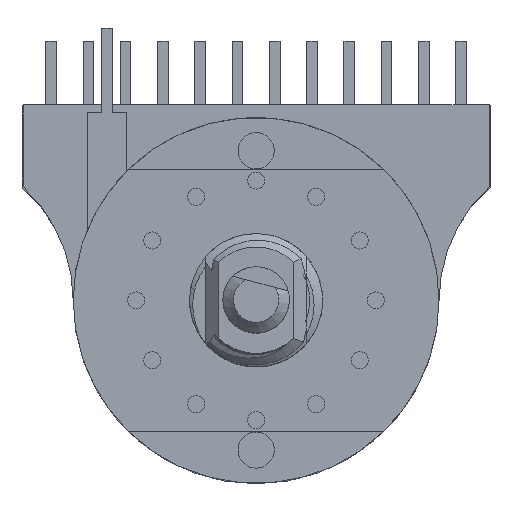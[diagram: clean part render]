
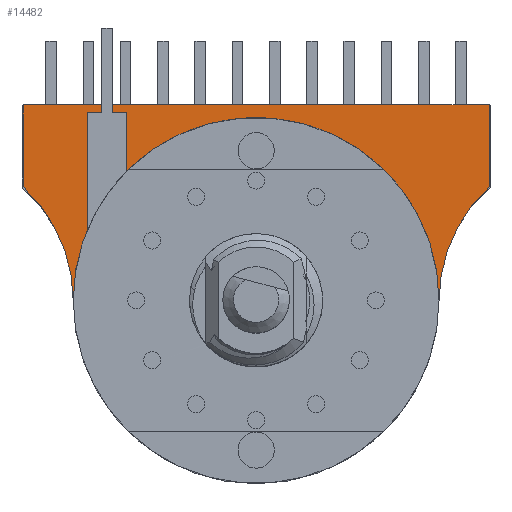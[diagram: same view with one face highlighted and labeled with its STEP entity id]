
A CAD part, top view. The second image highlights one B-rep face of the part: STEP entity #14482.
In plain terms, the highlighted planar face has unit normal (0, 0, 1).
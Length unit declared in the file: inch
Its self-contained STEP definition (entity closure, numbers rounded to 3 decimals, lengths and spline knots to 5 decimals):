
#1911=CARTESIAN_POINT('',(0.,-0.281,-0.2515));
#1912=DIRECTION('',(0.,0.,1.));
#1913=DIRECTION('',(-0.813,0.583,0.));
#1914=AXIS2_PLACEMENT_3D('',#1911,#1912,#1913);
#1976=CARTESIAN_POINT('',(-0.6341,0.,-0.2515));
#1977=DIRECTION('',(0.,0.,-1.));
#1978=DIRECTION('',(0.677,0.736,0.));
#1979=AXIS2_PLACEMENT_3D('',#1976,#1977,#1978);
#1981=DIRECTION('',(0.,-1.,0.));
#1982=VECTOR('',#1981,0.154);
#1983=CARTESIAN_POINT('',(-0.4375,0.368,-0.2515));
#1984=LINE('',#1983,#1982);
#1985=DIRECTION('',(-1.,0.,0.));
#1986=VECTOR('',#1985,0.875);
#1987=CARTESIAN_POINT('',(0.4375,0.368,-0.2515));
#1988=LINE('',#1987,#1986);
#1989=DIRECTION('',(0.,1.,0.));
#1990=VECTOR('',#1989,0.154);
#1991=CARTESIAN_POINT('',(0.4375,0.214,-0.2515));
#1992=LINE('',#1991,#1990);
#1993=CARTESIAN_POINT('',(0.6341,0.,-0.2515));
#1994=DIRECTION('',(0.,0.,-1.));
#1995=DIRECTION('',(-1.,0.,0.));
#1996=AXIS2_PLACEMENT_3D('',#1993,#1994,#1995);
#1998=CARTESIAN_POINT('',(0.,0.,-0.2515));
#1999=DIRECTION('',(0.,0.,1.));
#2000=DIRECTION('',(-1.,0.,0.));
#2001=AXIS2_PLACEMENT_3D('',#1998,#1999,#2000);
#2662=CARTESIAN_POINT('',(0.,0.,-0.2515));
#2663=DIRECTION('',(0.,0.,1.));
#2664=DIRECTION('',(-0.202,0.979,0.));
#2665=AXIS2_PLACEMENT_3D('',#2662,#2663,#2664);
#2725=CARTESIAN_POINT('',(0.,0.281,-0.2515));
#2726=DIRECTION('',(0.,0.,1.));
#2727=DIRECTION('',(0.813,-0.583,0.));
#2728=AXIS2_PLACEMENT_3D('',#2725,#2726,#2727);
#2772=CARTESIAN_POINT('',(0.,0.,-0.2515));
#2773=DIRECTION('',(0.,0.,1.));
#2774=DIRECTION('',(0.202,-0.979,0.));
#2775=AXIS2_PLACEMENT_3D('',#2772,#2773,#2774);
#10667=CARTESIAN_POINT('',(-0.05038,-0.24487,-0.2515));
#10668=CARTESIAN_POINT('',(0.05038,-0.24487,-0.2515));
#10669=VERTEX_POINT('',#10667);
#10670=VERTEX_POINT('',#10668);
#10673=CARTESIAN_POINT('',(0.05038,0.24487,-0.2515));
#10674=VERTEX_POINT('',#10673);
#10677=CARTESIAN_POINT('',(-0.05038,0.24487,-0.2515));
#10678=VERTEX_POINT('',#10677);
#10691=CARTESIAN_POINT('',(-0.4375,0.214,-0.2515));
#10692=CARTESIAN_POINT('',(-0.3435,0.,-0.2515));
#10693=VERTEX_POINT('',#10691);
#10694=VERTEX_POINT('',#10692);
#10695=CARTESIAN_POINT('',(0.3435,0.,-0.2515));
#10696=VERTEX_POINT('',#10695);
#10697=CARTESIAN_POINT('',(0.4375,0.214,-0.2515));
#10698=VERTEX_POINT('',#10697);
#10699=CARTESIAN_POINT('',(0.4375,0.368,-0.2515));
#10700=VERTEX_POINT('',#10699);
#10701=CARTESIAN_POINT('',(-0.4375,0.368,-0.2515));
#10702=VERTEX_POINT('',#10701);
#14454=CARTESIAN_POINT('',(0.,0.,-0.2515));
#14455=DIRECTION('',(0.,0.,1.));
#14456=DIRECTION('',(-1.,0.,0.));
#14457=AXIS2_PLACEMENT_3D('',#14454,#14455,#14456);
#14458=PLANE('',#14457);
#14460=ORIENTED_EDGE('',*,*,#14459,.F.);
#14462=ORIENTED_EDGE('',*,*,#14461,.F.);
#14464=ORIENTED_EDGE('',*,*,#14463,.F.);
#14466=ORIENTED_EDGE('',*,*,#14465,.F.);
#14468=ORIENTED_EDGE('',*,*,#14467,.F.);
#14470=ORIENTED_EDGE('',*,*,#14469,.F.);
#14471=EDGE_LOOP('',(#14460,#14462,#14464,#14466,#14468,#14470));
#14472=FACE_OUTER_BOUND('',#14471,.F.);
#14473=ORIENTED_EDGE('',*,*,#14406,.T.);
#14475=ORIENTED_EDGE('',*,*,#14474,.T.);
#14477=ORIENTED_EDGE('',*,*,#14476,.T.);
#14479=ORIENTED_EDGE('',*,*,#14478,.T.);
#14480=EDGE_LOOP('',(#14473,#14475,#14477,#14479));
#14481=FACE_BOUND('',#14480,.F.);
#14482=ADVANCED_FACE('',(#14472,#14481),#14458,.T.);
#1915=CIRCLE('',#1914,0.062);
#1980=CIRCLE('',#1979,0.2906);
#1997=CIRCLE('',#1996,0.2906);
#2002=CIRCLE('',#2001,0.3435);
#2666=CIRCLE('',#2665,0.25);
#2729=CIRCLE('',#2728,0.062);
#2776=CIRCLE('',#2775,0.25);
#14406=EDGE_CURVE('',#10669,#10670,#1915,.T.);
#14459=EDGE_CURVE('',#10693,#10694,#1980,.T.);
#14461=EDGE_CURVE('',#10702,#10693,#1984,.T.);
#14463=EDGE_CURVE('',#10700,#10702,#1988,.T.);
#14465=EDGE_CURVE('',#10698,#10700,#1992,.T.);
#14467=EDGE_CURVE('',#10696,#10698,#1997,.T.);
#14469=EDGE_CURVE('',#10694,#10696,#2002,.T.);
#14474=EDGE_CURVE('',#10670,#10674,#2776,.T.);
#14476=EDGE_CURVE('',#10674,#10678,#2729,.T.);
#14478=EDGE_CURVE('',#10678,#10669,#2666,.T.);
